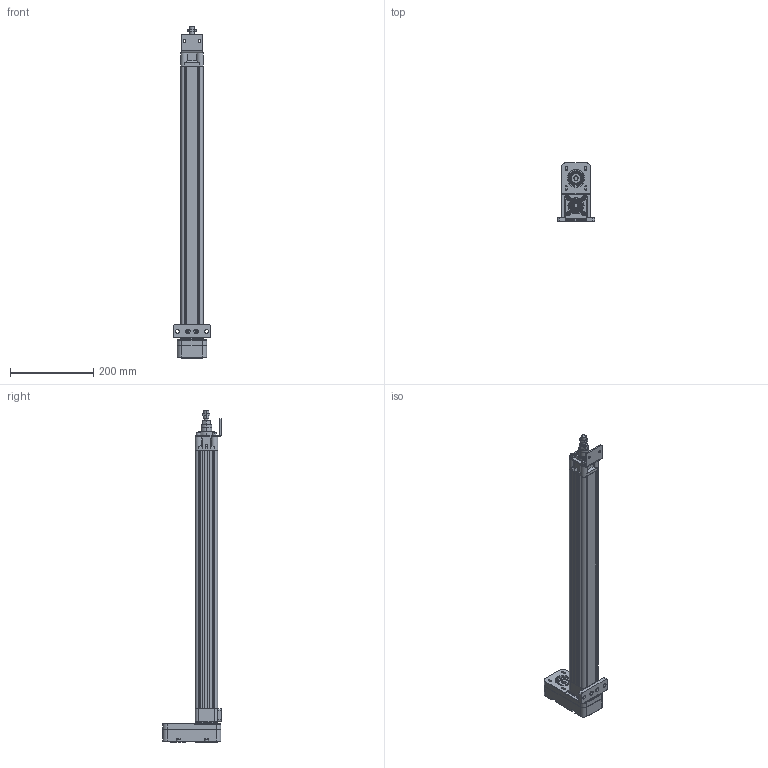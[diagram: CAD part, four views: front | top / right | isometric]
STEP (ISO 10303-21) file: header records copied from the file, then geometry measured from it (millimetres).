
FILE_DESCRIPTION (( 'STEP AP214' ), '1' );
FILE_NAME ('HBAC55-RN03D4T2R500A (assembly).STEP', '2024-02-05T07:47:50', ( '' ), ( '' ), 'SwSTEP 2.0', 'SolidWorks 2023', '' );
FILE_SCHEMA (( 'AUTOMOTIVE_DESIGN' ));
Length unit declared in the file: millimetre
Products named in the file (4): HBAC55-RN03D4T2R500A (assembly); HBAC55-DZ; HBAC55-RN03D4T2R500A (standalone); HBAC55-LB
Assembly tree (3 placements, depth 2):
  HBAC55-RN03D4T2R500A (assembly)
    HBAC55-RN03D4T2R500A (standalone)
    HBAC55-DZ
    HBAC55-LB
Bounding box: 90 x 141 x 796 mm (x, y, z)
Volume: 37994.7 mm3; surface area: 637043.8 mm2
Topology: 2 solids, 61 shells, 3149 faces, 7934 edges, 4803 vertices
Faces by surface type: cylinder 1167, plane 1110, cone 541, torus 205, sphere 104, bspline 22
Entity records: 136231 total; most frequent: CARTESIAN_POINT 26740, DIRECTION 16105, ORIENTED_EDGE 15416, EDGE_CURVE 7714, AXIS2_PLACEMENT_3D 6325, VERTEX_POINT 4751, EDGE_LOOP 3475, LINE 3455
